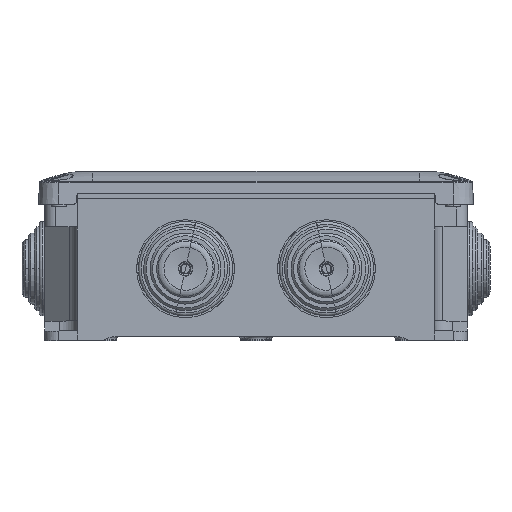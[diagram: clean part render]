
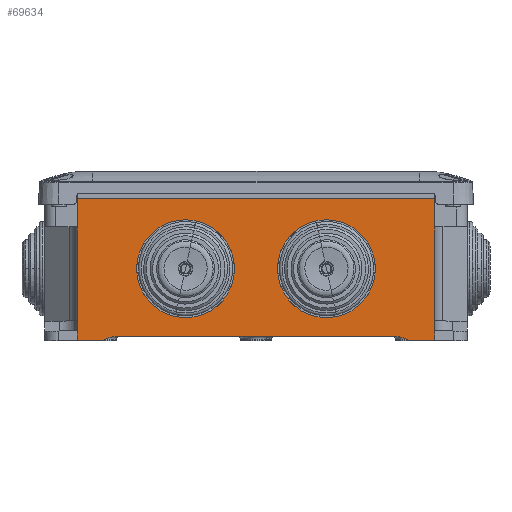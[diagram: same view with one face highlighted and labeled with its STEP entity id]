
A CAD part, left-side view. The second image highlights one B-rep face of the part: STEP entity #69634.
In plain terms, the highlighted planar face has unit normal (-1, 0, 0).
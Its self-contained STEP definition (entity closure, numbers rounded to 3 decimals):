
#1085 = LINE ( 'NONE', #101023, #43544 ) ;
#3061 = EDGE_CURVE ( 'NONE', #14626, #114005, #70279, .T. ) ;
#3189 = VECTOR ( 'NONE', #19724, 1000. ) ;
#4212 = DIRECTION ( 'NONE',  ( 0., 0., -1. ) ) ;
#4662 = AXIS2_PLACEMENT_3D ( 'NONE', #51166, #22823, #87227 ) ;
#5083 = ORIENTED_EDGE ( 'NONE', *, *, #16781, .F. ) ;
#6037 = AXIS2_PLACEMENT_3D ( 'NONE', #99909, #116468, #18869 ) ;
#7168 = CARTESIAN_POINT ( 'NONE',  ( -100., 25., 42.867 ) ) ;
#8621 = LINE ( 'NONE', #53553, #43547 ) ;
#9470 = EDGE_CURVE ( 'NONE', #21611, #101522, #73630, .T. ) ;
#9821 = VERTEX_POINT ( 'NONE', #22895 ) ;
#10049 = CARTESIAN_POINT ( 'NONE',  ( -100., 63.4, 0. ) ) ;
#11697 = FACE_BOUND ( 'NONE', #96498, .T. ) ;
#11815 = ORIENTED_EDGE ( 'NONE', *, *, #3061, .F. ) ;
#14274 = CARTESIAN_POINT ( 'NONE',  ( -100., 63.4, 3.5 ) ) ;
#14525 = LINE ( 'NONE', #68348, #53387 ) ;
#14626 = VERTEX_POINT ( 'NONE', #27996 ) ;
#16123 = ORIENTED_EDGE ( 'NONE', *, *, #79175, .T. ) ;
#16781 = EDGE_CURVE ( 'NONE', #24546, #81947, #8621, .T. ) ;
#17048 = ORIENTED_EDGE ( 'NONE', *, *, #43881, .F. ) ;
#18869 = DIRECTION ( 'NONE',  ( 0., 0., -1. ) ) ;
#19724 = DIRECTION ( 'NONE',  ( 0., -1., 0. ) ) ;
#20042 = VERTEX_POINT ( 'NONE', #71296 ) ;
#20315 = LINE ( 'NONE', #64668, #3189 ) ;
#21611 = VERTEX_POINT ( 'NONE', #49368 ) ;
#21860 = CIRCLE ( 'NONE', #29445, 10. ) ;
#22254 = CIRCLE ( 'NONE', #90189, 17.367 ) ;
#22823 = DIRECTION ( 'NONE',  ( -1., 0., 0. ) ) ;
#22877 = FACE_BOUND ( 'NONE', #107839, .T. ) ;
#22895 = CARTESIAN_POINT ( 'NONE',  ( -100., -49.032, 1.5 ) ) ;
#24546 = VERTEX_POINT ( 'NONE', #106802 ) ;
#27795 = ORIENTED_EDGE ( 'NONE', *, *, #84778, .T. ) ;
#27996 = CARTESIAN_POINT ( 'NONE',  ( -100., 49.032, 1.5 ) ) ;
#28189 = DIRECTION ( 'NONE',  ( 1., 0., 0. ) ) ;
#28405 = EDGE_CURVE ( 'NONE', #117075, #76216, #102959, .T. ) ;
#29445 = AXIS2_PLACEMENT_3D ( 'NONE', #109820, #28189, #81389 ) ;
#34162 = CARTESIAN_POINT ( 'NONE',  ( -100., -63.4, 50.3 ) ) ;
#34549 = EDGE_CURVE ( 'NONE', #116380, #113179, #40281, .T. ) ;
#35653 = EDGE_CURVE ( 'NONE', #9821, #14626, #94048, .T. ) ;
#36143 = ORIENTED_EDGE ( 'NONE', *, *, #28405, .F. ) ;
#36484 = VECTOR ( 'NONE', #60930, 1000. ) ;
#36573 = EDGE_CURVE ( 'NONE', #113563, #89175, #20315, .T. ) ;
#37080 = EDGE_CURVE ( 'NONE', #114005, #113179, #71951, .T. ) ;
#40197 = ORIENTED_EDGE ( 'NONE', *, *, #81385, .F. ) ;
#40281 = LINE ( 'NONE', #85213, #68695 ) ;
#42205 = DIRECTION ( 'NONE',  ( 1., 0., 0. ) ) ;
#42661 = VECTOR ( 'NONE', #114096, 1000. ) ;
#43544 = VECTOR ( 'NONE', #72053, 1000. ) ;
#43547 = VECTOR ( 'NONE', #55308, 1000. ) ;
#43881 = EDGE_CURVE ( 'NONE', #89175, #24546, #14525, .T. ) ;
#46304 = ORIENTED_EDGE ( 'NONE', *, *, #35653, .F. ) ;
#48230 = DIRECTION ( 'NONE',  ( -1., 0., 0. ) ) ;
#48972 = ORIENTED_EDGE ( 'NONE', *, *, #105293, .T. ) ;
#49368 = CARTESIAN_POINT ( 'NONE',  ( -100., 25., 8.133 ) ) ;
#51166 = CARTESIAN_POINT ( 'NONE',  ( -100., -25., 25.5 ) ) ;
#51622 = ORIENTED_EDGE ( 'NONE', *, *, #34549, .T. ) ;
#53387 = VECTOR ( 'NONE', #113875, 1000. ) ;
#53553 = CARTESIAN_POINT ( 'NONE',  ( -100., -63.4, 52.3 ) ) ;
#55308 = DIRECTION ( 'NONE',  ( 0., 0., -1. ) ) ;
#55722 = CARTESIAN_POINT ( 'NONE',  ( -100., -25., 42.867 ) ) ;
#57195 = DIRECTION ( 'NONE',  ( 1., 0., 0. ) ) ;
#57973 = CARTESIAN_POINT ( 'NONE',  ( -100., -14.3, 1.5 ) ) ;
#58942 = FACE_OUTER_BOUND ( 'NONE', #89867, .T. ) ;
#60299 = DIRECTION ( 'NONE',  ( 0., 1., 0. ) ) ;
#60930 = DIRECTION ( 'NONE',  ( 0., 0., -1. ) ) ;
#62716 = ORIENTED_EDGE ( 'NONE', *, *, #36573, .F. ) ;
#64549 = CIRCLE ( 'NONE', #104255, 17.367 ) ;
#64668 = CARTESIAN_POINT ( 'NONE',  ( -100., -16.5, 50.3 ) ) ;
#66537 = CARTESIAN_POINT ( 'NONE',  ( -100., -25., 25.5 ) ) ;
#66558 = EDGE_CURVE ( 'NONE', #113563, #116380, #105902, .T. ) ;
#68348 = CARTESIAN_POINT ( 'NONE',  ( -100., -63.4, 52.3 ) ) ;
#68405 = DIRECTION ( 'NONE',  ( 0., 0., -1. ) ) ;
#68695 = VECTOR ( 'NONE', #4212, 1000. ) ;
#69634 = ADVANCED_FACE ( 'NONE', ( #11697, #22877, #58942 ), #93865, .F. ) ;
#70279 = CIRCLE ( 'NONE', #6037, 10. ) ;
#71296 = CARTESIAN_POINT ( 'NONE',  ( -100., -54.3, 0. ) ) ;
#71951 = LINE ( 'NONE', #86910, #78508 ) ;
#72053 = DIRECTION ( 'NONE',  ( 0., -1., 0. ) ) ;
#73630 = CIRCLE ( 'NONE', #115235, 17.367 ) ;
#73751 = CARTESIAN_POINT ( 'NONE',  ( -100., -63.4, 0. ) ) ;
#76216 = VERTEX_POINT ( 'NONE', #80660 ) ;
#77969 = CARTESIAN_POINT ( 'NONE',  ( -100., 25., 25.5 ) ) ;
#78508 = VECTOR ( 'NONE', #60299, 1000. ) ;
#79175 = EDGE_CURVE ( 'NONE', #9821, #20042, #21860, .T. ) ;
#80660 = CARTESIAN_POINT ( 'NONE',  ( -100., -25., 8.133 ) ) ;
#81385 = EDGE_CURVE ( 'NONE', #76216, #117075, #22254, .T. ) ;
#81389 = DIRECTION ( 'NONE',  ( 0., 0., -1. ) ) ;
#81947 = VERTEX_POINT ( 'NONE', #73751 ) ;
#84778 = EDGE_CURVE ( 'NONE', #20042, #81947, #1085, .T. ) ;
#85213 = CARTESIAN_POINT ( 'NONE',  ( -100., 63.4, 52.3 ) ) ;
#86855 = DIRECTION ( 'NONE',  ( 1., 0., 0. ) ) ;
#86910 = CARTESIAN_POINT ( 'NONE',  ( -100., 70., 0. ) ) ;
#87227 = DIRECTION ( 'NONE',  ( 0., 0., -1. ) ) ;
#87418 = DIRECTION ( 'NONE',  ( 0., 0., -1. ) ) ;
#89175 = VERTEX_POINT ( 'NONE', #34162 ) ;
#89867 = EDGE_LOOP ( 'NONE', ( #11815, #46304, #16123, #27795, #5083, #17048, #62716, #109154, #51622, #98533 ) ) ;
#90058 = CARTESIAN_POINT ( 'NONE',  ( -100., 25., 25.5 ) ) ;
#90189 = AXIS2_PLACEMENT_3D ( 'NONE', #66537, #48230, #114234 ) ;
#90253 = ORIENTED_EDGE ( 'NONE', *, *, #9470, .T. ) ;
#93865 = PLANE ( 'NONE',  #106886 ) ;
#94048 = LINE ( 'NONE', #57973, #42661 ) ;
#96498 = EDGE_LOOP ( 'NONE', ( #36143, #40197 ) ) ;
#96570 = CARTESIAN_POINT ( 'NONE',  ( -100., 63.4, 50.3 ) ) ;
#98533 = ORIENTED_EDGE ( 'NONE', *, *, #37080, .F. ) ;
#99909 = CARTESIAN_POINT ( 'NONE',  ( -100., 49.032, -8.5 ) ) ;
#101023 = CARTESIAN_POINT ( 'NONE',  ( -100., -70., 0. ) ) ;
#101522 = VERTEX_POINT ( 'NONE', #7168 ) ;
#102959 = CIRCLE ( 'NONE', #4662, 17.367 ) ;
#104255 = AXIS2_PLACEMENT_3D ( 'NONE', #90058, #42205, #105496 ) ;
#105293 = EDGE_CURVE ( 'NONE', #101522, #21611, #64549, .T. ) ;
#105496 = DIRECTION ( 'NONE',  ( 0., 0., -1. ) ) ;
#105902 = LINE ( 'NONE', #115342, #36484 ) ;
#106802 = CARTESIAN_POINT ( 'NONE',  ( -100., -63.4, 3.5 ) ) ;
#106886 = AXIS2_PLACEMENT_3D ( 'NONE', #113358, #57195, #68405 ) ;
#107839 = EDGE_LOOP ( 'NONE', ( #48972, #90253 ) ) ;
#108867 = CARTESIAN_POINT ( 'NONE',  ( -100., 54.3, 0. ) ) ;
#109154 = ORIENTED_EDGE ( 'NONE', *, *, #66558, .T. ) ;
#109820 = CARTESIAN_POINT ( 'NONE',  ( -100., -49.032, -8.5 ) ) ;
#113179 = VERTEX_POINT ( 'NONE', #10049 ) ;
#113358 = CARTESIAN_POINT ( 'NONE',  ( -100., -16.5, 3.5 ) ) ;
#113563 = VERTEX_POINT ( 'NONE', #96570 ) ;
#113875 = DIRECTION ( 'NONE',  ( 0., 0., -1. ) ) ;
#114005 = VERTEX_POINT ( 'NONE', #108867 ) ;
#114096 = DIRECTION ( 'NONE',  ( 0., 1., 0. ) ) ;
#114234 = DIRECTION ( 'NONE',  ( 0., 0., -1. ) ) ;
#115235 = AXIS2_PLACEMENT_3D ( 'NONE', #77969, #86855, #87418 ) ;
#115342 = CARTESIAN_POINT ( 'NONE',  ( -100., 63.4, 52.3 ) ) ;
#116380 = VERTEX_POINT ( 'NONE', #14274 ) ;
#116468 = DIRECTION ( 'NONE',  ( -1., 0., 0. ) ) ;
#117075 = VERTEX_POINT ( 'NONE', #55722 ) ;
